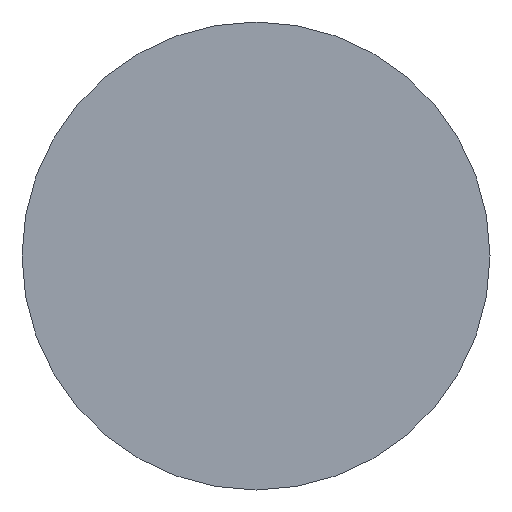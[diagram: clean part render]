
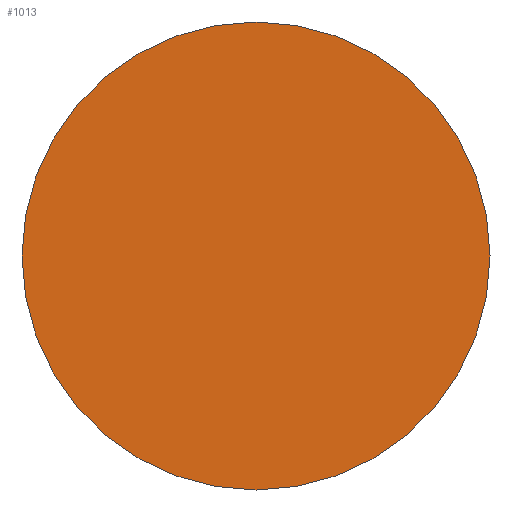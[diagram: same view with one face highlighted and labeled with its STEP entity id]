
A CAD part, front view. The second image highlights one B-rep face of the part: STEP entity #1013.
In plain terms, the highlighted planar face has unit normal (0, -1, 0).
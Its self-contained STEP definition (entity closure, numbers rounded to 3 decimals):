
#23 = ORIENTED_EDGE ( 'NONE', *, *, #2764, .F. ) ;
#96 = CIRCLE ( 'NONE', #2524, 85. ) ;
#175 = AXIS2_PLACEMENT_3D ( 'NONE', #486, #2311, #1877 ) ;
#428 = DIRECTION ( 'NONE',  ( 0., 1., 0. ) ) ;
#430 = VERTEX_POINT ( 'NONE', #849 ) ;
#486 = CARTESIAN_POINT ( 'NONE',  ( 0., 0., 0. ) ) ;
#595 = ORIENTED_EDGE ( 'NONE', *, *, #1331, .F. ) ;
#849 = CARTESIAN_POINT ( 'NONE',  ( 85., 0., 0. ) ) ;
#868 = DIRECTION ( 'NONE',  ( -1., 0., 0. ) ) ;
#1013 = ADVANCED_FACE ( 'NONE', ( #1981 ), #2884, .F. ) ;
#1115 = CARTESIAN_POINT ( 'NONE',  ( 0., 0., 0. ) ) ;
#1125 = CARTESIAN_POINT ( 'NONE',  ( -85., 0., 0. ) ) ;
#1331 = EDGE_CURVE ( 'NONE', #1562, #430, #96, .T. ) ;
#1562 = VERTEX_POINT ( 'NONE', #1125 ) ;
#1693 = CIRCLE ( 'NONE', #175, 85. ) ;
#1733 = EDGE_LOOP ( 'NONE', ( #595, #23 ) ) ;
#1840 = DIRECTION ( 'NONE',  ( -1., 0., 0. ) ) ;
#1877 = DIRECTION ( 'NONE',  ( -1., 0., 0. ) ) ;
#1981 = FACE_OUTER_BOUND ( 'NONE', #1733, .T. ) ;
#2205 = DIRECTION ( 'NONE',  ( 0., 1., 0. ) ) ;
#2311 = DIRECTION ( 'NONE',  ( 0., 1., 0. ) ) ;
#2369 = AXIS2_PLACEMENT_3D ( 'NONE', #2424, #2205, #868 ) ;
#2424 = CARTESIAN_POINT ( 'NONE',  ( 0., 0., 0. ) ) ;
#2524 = AXIS2_PLACEMENT_3D ( 'NONE', #1115, #428, #1840 ) ;
#2764 = EDGE_CURVE ( 'NONE', #430, #1562, #1693, .T. ) ;
#2884 = PLANE ( 'NONE',  #2369 ) ;
